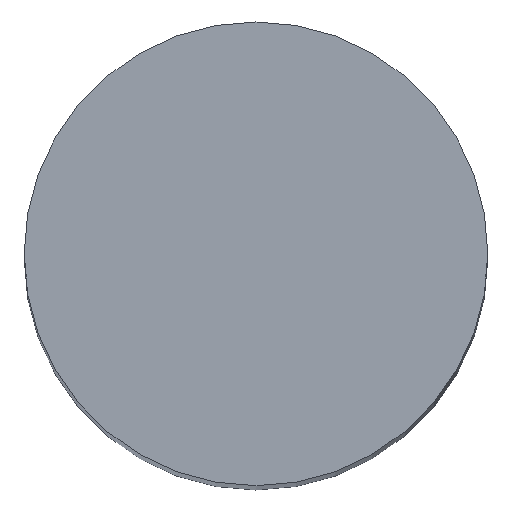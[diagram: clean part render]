
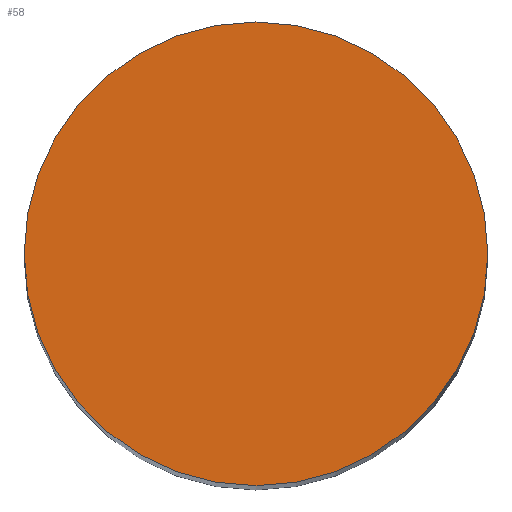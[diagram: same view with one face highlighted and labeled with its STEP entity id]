
A CAD part, top view. The second image highlights one B-rep face of the part: STEP entity #58.
In plain terms, the highlighted planar face has unit normal (0, 0, 1).
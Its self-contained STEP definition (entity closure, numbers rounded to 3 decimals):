
#9 = DIRECTION ( 'NONE',  ( 0., 0., 1. ) ) ;
#19 = AXIS2_PLACEMENT_3D ( 'NONE', #129, #108, #40 ) ;
#29 = EDGE_LOOP ( 'NONE', ( #57, #171 ) ) ;
#34 = CARTESIAN_POINT ( 'NONE',  ( -1.132, 1.206, 25. ) ) ;
#40 = DIRECTION ( 'NONE',  ( 1., 0., 0. ) ) ;
#41 = AXIS2_PLACEMENT_3D ( 'NONE', #91, #9, #100 ) ;
#43 = VERTEX_POINT ( 'NONE', #34 ) ;
#48 = FACE_OUTER_BOUND ( 'NONE', #29, .T. ) ;
#57 = ORIENTED_EDGE ( 'NONE', *, *, #165, .T. ) ;
#58 = ADVANCED_FACE ( 'NONE', ( #48 ), #146, .T. ) ;
#62 = VERTEX_POINT ( 'NONE', #89 ) ;
#71 = EDGE_CURVE ( 'NONE', #43, #62, #132, .T. ) ;
#89 = CARTESIAN_POINT ( 'NONE',  ( -5.832, 1.206, 25. ) ) ;
#91 = CARTESIAN_POINT ( 'NONE',  ( -3.482, 1.206, 25. ) ) ;
#99 = CARTESIAN_POINT ( 'NONE',  ( -3.482, 1.206, 25. ) ) ;
#100 = DIRECTION ( 'NONE',  ( 1., 0., 0. ) ) ;
#108 = DIRECTION ( 'NONE',  ( 0., 0., 1. ) ) ;
#114 = DIRECTION ( 'NONE',  ( 1., 0., 0. ) ) ;
#122 = CIRCLE ( 'NONE', #19, 2.35 ) ;
#128 = DIRECTION ( 'NONE',  ( 0., 0., 1. ) ) ;
#129 = CARTESIAN_POINT ( 'NONE',  ( -3.482, 1.206, 25. ) ) ;
#132 = CIRCLE ( 'NONE', #41, 2.35 ) ;
#146 = PLANE ( 'NONE',  #175 ) ;
#165 = EDGE_CURVE ( 'NONE', #62, #43, #122, .T. ) ;
#171 = ORIENTED_EDGE ( 'NONE', *, *, #71, .T. ) ;
#175 = AXIS2_PLACEMENT_3D ( 'NONE', #99, #128, #114 ) ;
